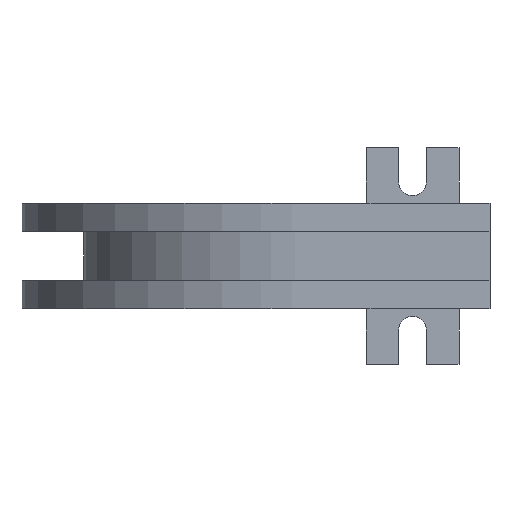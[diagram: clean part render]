
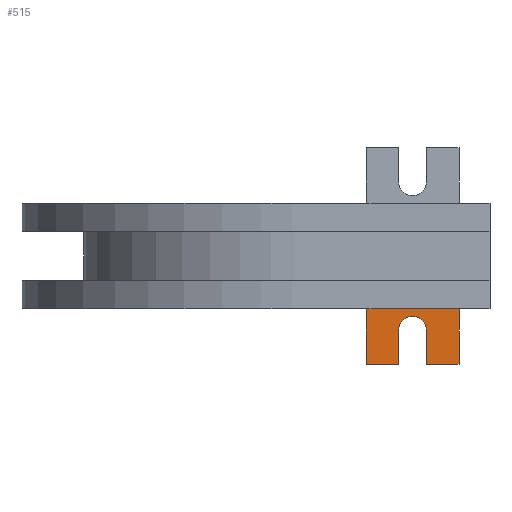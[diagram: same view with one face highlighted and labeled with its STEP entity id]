
A CAD part, left-side view. The second image highlights one B-rep face of the part: STEP entity #515.
In plain terms, the highlighted planar face has unit normal (-1, 0, 0).
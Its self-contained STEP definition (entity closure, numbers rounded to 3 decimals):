
#8 = VECTOR ( 'NONE', #894, 1000. ) ;
#20 = VECTOR ( 'NONE', #2227, 1000. ) ;
#21 = VECTOR ( 'NONE', #423, 1000. ) ;
#58 = LINE ( 'NONE', #573, #8 ) ;
#74 = LINE ( 'NONE', #1539, #142 ) ;
#94 = CARTESIAN_POINT ( 'NONE',  ( 4.5, 10.25, -12. ) ) ;
#107 = CARTESIAN_POINT ( 'NONE',  ( 4.5, 5., -17.5 ) ) ;
#128 = VERTEX_POINT ( 'NONE', #1480 ) ;
#142 = VECTOR ( 'NONE', #840, 1000. ) ;
#191 = VERTEX_POINT ( 'NONE', #1295 ) ;
#301 = DIRECTION ( 'NONE',  ( 0., -1., 0. ) ) ;
#308 = CARTESIAN_POINT ( 'NONE',  ( 4.5, 12.5, -12. ) ) ;
#339 = ORIENTED_EDGE ( 'NONE', *, *, #872, .T. ) ;
#358 = EDGE_CURVE ( 'NONE', #1200, #1702, #58, .T. ) ;
#372 = ORIENTED_EDGE ( 'NONE', *, *, #960, .F. ) ;
#423 = DIRECTION ( 'NONE',  ( 0., 0., 1. ) ) ;
#462 = ORIENTED_EDGE ( 'NONE', *, *, #2134, .F. ) ;
#467 = DIRECTION ( 'NONE',  ( -1., 0., 0. ) ) ;
#477 = DIRECTION ( 'NONE',  ( 0., 0., 1. ) ) ;
#515 = ADVANCED_FACE ( 'NONE', ( #1975 ), #1630, .T. ) ;
#573 = CARTESIAN_POINT ( 'NONE',  ( 4.5, 5., -17.5 ) ) ;
#579 = VERTEX_POINT ( 'NONE', #1978 ) ;
#668 = VERTEX_POINT ( 'NONE', #94 ) ;
#690 = ORIENTED_EDGE ( 'NONE', *, *, #1759, .T. ) ;
#822 = DIRECTION ( 'NONE',  ( 0., 0., 1. ) ) ;
#840 = DIRECTION ( 'NONE',  ( 0., 0., -1. ) ) ;
#863 = AXIS2_PLACEMENT_3D ( 'NONE', #308, #467, #477 ) ;
#872 = EDGE_CURVE ( 'NONE', #1084, #191, #1300, .T. ) ;
#894 = DIRECTION ( 'NONE',  ( 0., -1., 0. ) ) ;
#905 = EDGE_LOOP ( 'NONE', ( #1625, #2226, #2059, #1976, #690, #339, #2155, #372, #462 ) ) ;
#936 = DIRECTION ( 'NONE',  ( 0., 0., 1. ) ) ;
#960 = EDGE_CURVE ( 'NONE', #128, #1883, #1140, .T. ) ;
#1013 = LINE ( 'NONE', #1945, #21 ) ;
#1084 = VERTEX_POINT ( 'NONE', #1741 ) ;
#1098 = CARTESIAN_POINT ( 'NONE',  ( 4.5, 20., 17.5 ) ) ;
#1102 = CARTESIAN_POINT ( 'NONE',  ( 4.5, 10.25, -17.5 ) ) ;
#1134 = LINE ( 'NONE', #1098, #1547 ) ;
#1140 = CIRCLE ( 'NONE', #863, 2.25 ) ;
#1156 = DIRECTION ( 'NONE',  ( -1., 0., 0. ) ) ;
#1187 = CARTESIAN_POINT ( 'NONE',  ( 4.5, 5., -17.5 ) ) ;
#1195 = CIRCLE ( 'NONE', #1629, 2.25 ) ;
#1200 = VERTEX_POINT ( 'NONE', #1102 ) ;
#1208 = EDGE_CURVE ( 'NONE', #1200, #668, #1013, .T. ) ;
#1295 = CARTESIAN_POINT ( 'NONE',  ( 4.5, 14.75, -17.5 ) ) ;
#1300 = LINE ( 'NONE', #107, #1833 ) ;
#1470 = EDGE_CURVE ( 'NONE', #1702, #1861, #1909, .T. ) ;
#1480 = CARTESIAN_POINT ( 'NONE',  ( 4.5, 12.5, -9.75 ) ) ;
#1528 = LINE ( 'NONE', #1555, #20 ) ;
#1536 = CARTESIAN_POINT ( 'NONE',  ( 4.5, 14.75, -12. ) ) ;
#1539 = CARTESIAN_POINT ( 'NONE',  ( 4.5, 14.75, -12. ) ) ;
#1547 = VECTOR ( 'NONE', #1792, 1000. ) ;
#1555 = CARTESIAN_POINT ( 'NONE',  ( 4.5, 75.5, -8.5 ) ) ;
#1558 = CARTESIAN_POINT ( 'NONE',  ( 4.5, 12.5, -12. ) ) ;
#1605 = AXIS2_PLACEMENT_3D ( 'NONE', #2174, #1156, #936 ) ;
#1625 = ORIENTED_EDGE ( 'NONE', *, *, #1208, .F. ) ;
#1629 = AXIS2_PLACEMENT_3D ( 'NONE', #1558, #2225, #2211 ) ;
#1630 = PLANE ( 'NONE',  #1605 ) ;
#1702 = VERTEX_POINT ( 'NONE', #1187 ) ;
#1741 = CARTESIAN_POINT ( 'NONE',  ( 4.5, 20., -17.5 ) ) ;
#1759 = EDGE_CURVE ( 'NONE', #579, #1084, #1134, .T. ) ;
#1792 = DIRECTION ( 'NONE',  ( 0., 0., -1. ) ) ;
#1833 = VECTOR ( 'NONE', #301, 1000. ) ;
#1844 = CARTESIAN_POINT ( 'NONE',  ( 4.5, 5., 17.5 ) ) ;
#1861 = VERTEX_POINT ( 'NONE', #2207 ) ;
#1883 = VERTEX_POINT ( 'NONE', #1536 ) ;
#1886 = VECTOR ( 'NONE', #822, 1000. ) ;
#1909 = LINE ( 'NONE', #1844, #1886 ) ;
#1945 = CARTESIAN_POINT ( 'NONE',  ( 4.5, 10.25, -12. ) ) ;
#1975 = FACE_OUTER_BOUND ( 'NONE', #905, .T. ) ;
#1976 = ORIENTED_EDGE ( 'NONE', *, *, #2014, .F. ) ;
#1978 = CARTESIAN_POINT ( 'NONE',  ( 4.5, 20., -8.5 ) ) ;
#2014 = EDGE_CURVE ( 'NONE', #579, #1861, #1528, .T. ) ;
#2059 = ORIENTED_EDGE ( 'NONE', *, *, #1470, .T. ) ;
#2079 = EDGE_CURVE ( 'NONE', #1883, #191, #74, .T. ) ;
#2134 = EDGE_CURVE ( 'NONE', #668, #128, #1195, .T. ) ;
#2155 = ORIENTED_EDGE ( 'NONE', *, *, #2079, .F. ) ;
#2174 = CARTESIAN_POINT ( 'NONE',  ( 4.5, 0., 0. ) ) ;
#2207 = CARTESIAN_POINT ( 'NONE',  ( 4.5, 5., -8.5 ) ) ;
#2211 = DIRECTION ( 'NONE',  ( 0., 0., 1. ) ) ;
#2225 = DIRECTION ( 'NONE',  ( -1., 0., 0. ) ) ;
#2226 = ORIENTED_EDGE ( 'NONE', *, *, #358, .T. ) ;
#2227 = DIRECTION ( 'NONE',  ( 0., -1., 0. ) ) ;
